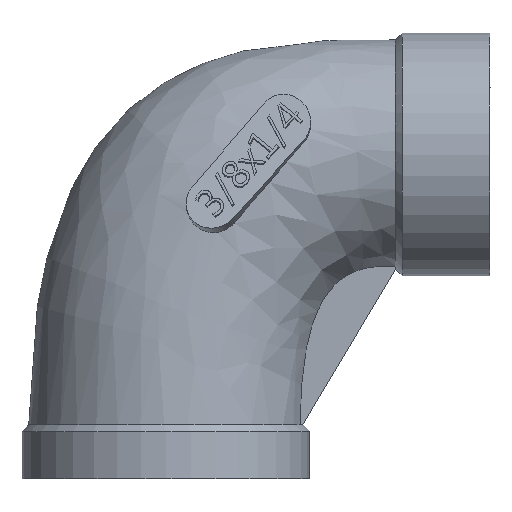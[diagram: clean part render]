
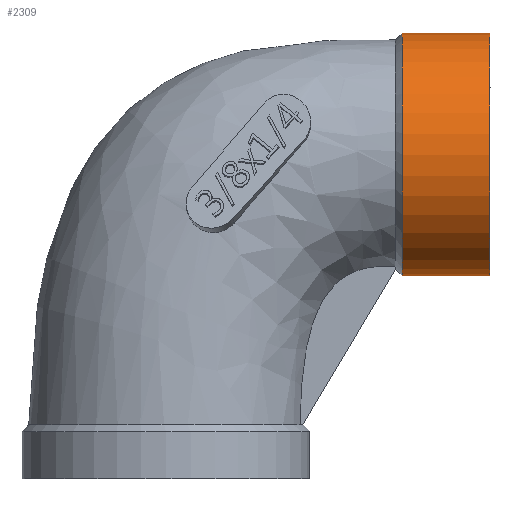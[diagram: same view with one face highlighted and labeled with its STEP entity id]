
A CAD part, front view. The second image highlights one B-rep face of the part: STEP entity #2309.
In plain terms, the highlighted cylindrical face has radius 8.985 mm (diameter 17.97 mm), a full revolution.
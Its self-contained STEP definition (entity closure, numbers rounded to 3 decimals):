
#20=CYLINDRICAL_SURFACE('',#2464,8.985);
#820=ORIENTED_EDGE('',*,*,#1399,.T.);
#821=ORIENTED_EDGE('',*,*,#1493,.T.);
#1399=EDGE_CURVE('',#1739,#1739,#1967,.F.);
#1493=EDGE_CURVE('',#1831,#1831,#1974,.T.);
#1739=VERTEX_POINT('',#3032);
#1831=VERTEX_POINT('',#4007);
#1967=CIRCLE('',#2452,8.985);
#1974=CIRCLE('',#2462,8.985);
#2001=EDGE_LOOP('',(#820));
#2002=EDGE_LOOP('',(#821));
#2161=FACE_BOUND('',#2001,.T.);
#2162=FACE_BOUND('',#2002,.T.);
#2309=ADVANCED_FACE('',(#2161,#2162),#20,.T.);
#2452=AXIS2_PLACEMENT_3D('',#3031,#2567,#2568);
#2462=AXIS2_PLACEMENT_3D('',#4006,#2634,#2635);
#2464=AXIS2_PLACEMENT_3D('',#4025,#2638,#2639);
#2567=DIRECTION('',(-1.,0.,0.));
#2568=DIRECTION('',(0.,0.,1.));
#2634=DIRECTION('',(-1.,0.,0.));
#2635=DIRECTION('',(0.,1.,0.));
#2638=DIRECTION('',(1.,0.,0.));
#2639=DIRECTION('',(0.,0.,-1.));
#3031=CARTESIAN_POINT('',(-6.5,0.,24.));
#3032=CARTESIAN_POINT('',(-6.5,0.,32.985));
#4006=CARTESIAN_POINT('',(0.,0.,24.));
#4007=CARTESIAN_POINT('',(0.,8.985,24.));
#4025=CARTESIAN_POINT('',(-7.,0.,24.));
